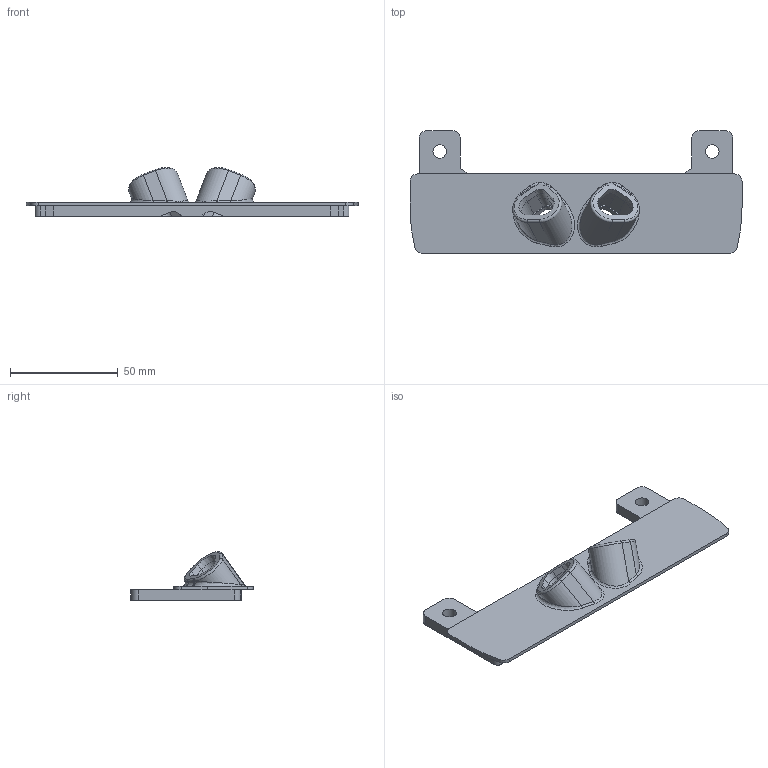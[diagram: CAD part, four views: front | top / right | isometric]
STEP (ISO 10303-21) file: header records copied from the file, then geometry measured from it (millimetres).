
FILE_DESCRIPTION(('Open CASCADE Model'),'2;1');
FILE_NAME('Open CASCADE Shape Model','2024-08-27T16:23:51',('Author'),( 'Open CASCADE'),'Open CASCADE STEP processor 7.7','Open CASCADE 7.7' ,'Unknown');
FILE_SCHEMA(('AUTOMOTIVE_DESIGN { 1 0 10303 214 1 1 1 1 }'));
Length unit declared in the file: millimetre
Products named in the file (1): Open CASCADE STEP translator 7.7 6
Bounding box: 154 x 56.8 x 22.63 mm (x, y, z)
Volume: 37737 mm3; surface area: 18228.1 mm2
Topology: 1 solids, 1 shells, 122 faces, 308 edges, 192 vertices
Faces by surface type: plane 52, cylinder 48, bspline 10, torus 6, cone 6
Full cylindrical faces by diameter (mm): 4.7 x2, 6.3 x2
Entity records: 10028 total; most frequent: CARTESIAN_POINT 3909, DIRECTION 1148, LINE 686, VECTOR 686, ORIENTED_EDGE 616, PCURVE 616, DEFINITIONAL_REPRESENTATION 616, EDGE_CURVE 308
